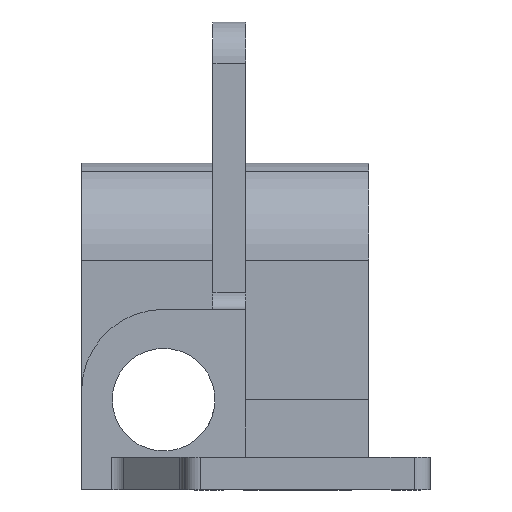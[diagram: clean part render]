
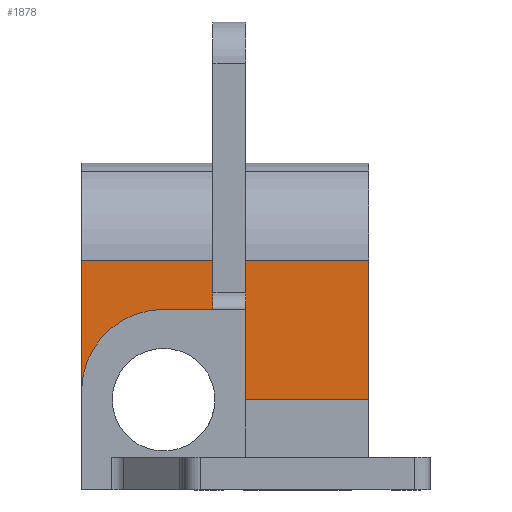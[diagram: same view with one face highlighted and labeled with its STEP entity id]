
A CAD part, left-side view. The second image highlights one B-rep face of the part: STEP entity #1878.
In plain terms, the highlighted planar face has unit normal (-1, 0, 0).
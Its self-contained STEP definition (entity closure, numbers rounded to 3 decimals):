
#37 = VECTOR ( 'NONE', #251, 1000. ) ;
#48 = CARTESIAN_POINT ( 'NONE',  ( 13., 0., 0. ) ) ;
#77 = DIRECTION ( 'NONE',  ( 0., 0., 1. ) ) ;
#84 = CARTESIAN_POINT ( 'NONE',  ( 13., 35., 22. ) ) ;
#106 = EDGE_CURVE ( 'NONE', #618, #3026, #918, .T. ) ;
#130 = CARTESIAN_POINT ( 'NONE',  ( 13., 0., 28. ) ) ;
#242 = EDGE_CURVE ( 'NONE', #3013, #1535, #1815, .T. ) ;
#251 = DIRECTION ( 'NONE',  ( 0., 0., 1. ) ) ;
#266 = CARTESIAN_POINT ( 'NONE',  ( 13., 35., 0. ) ) ;
#422 = CARTESIAN_POINT ( 'NONE',  ( 13., 35., 28. ) ) ;
#511 = DIRECTION ( 'NONE',  ( 0., 0., 1. ) ) ;
#515 = CARTESIAN_POINT ( 'NONE',  ( 13., 15., 11. ) ) ;
#524 = VECTOR ( 'NONE', #1757, 1000. ) ;
#528 = DIRECTION ( 'NONE',  ( 0., 0., 1. ) ) ;
#569 = AXIS2_PLACEMENT_3D ( 'NONE', #48, #1276, #528 ) ;
#580 = CARTESIAN_POINT ( 'NONE',  ( 13., 0., 0. ) ) ;
#618 = VERTEX_POINT ( 'NONE', #3051 ) ;
#650 = DIRECTION ( 'NONE',  ( 0., 0., 1. ) ) ;
#689 = CARTESIAN_POINT ( 'NONE',  ( 13., 0., 11. ) ) ;
#766 = PLANE ( 'NONE',  #569 ) ;
#803 = LINE ( 'NONE', #515, #37 ) ;
#846 = EDGE_CURVE ( 'NONE', #1476, #3013, #803, .T. ) ;
#885 = LINE ( 'NONE', #3109, #1227 ) ;
#918 = LINE ( 'NONE', #266, #1483 ) ;
#1022 = CARTESIAN_POINT ( 'NONE',  ( 13., 25., 22. ) ) ;
#1043 = CIRCLE ( 'NONE', #1075, 10. ) ;
#1075 = AXIS2_PLACEMENT_3D ( 'NONE', #3069, #2095, #650 ) ;
#1089 = EDGE_LOOP ( 'NONE', ( #2496, #2601, #2868, #2174, #2606, #2502, #2800 ) ) ;
#1094 = CARTESIAN_POINT ( 'NONE',  ( 13., 15., 22. ) ) ;
#1227 = VECTOR ( 'NONE', #1385, 1000. ) ;
#1250 = LINE ( 'NONE', #1838, #2881 ) ;
#1276 = DIRECTION ( 'NONE',  ( -1., 0., 0. ) ) ;
#1298 = LINE ( 'NONE', #580, #1340 ) ;
#1314 = CARTESIAN_POINT ( 'NONE',  ( 13., 15., 11. ) ) ;
#1340 = VECTOR ( 'NONE', #77, 1000. ) ;
#1385 = DIRECTION ( 'NONE',  ( 0., -1., 0. ) ) ;
#1476 = VERTEX_POINT ( 'NONE', #1314 ) ;
#1483 = VECTOR ( 'NONE', #511, 1000. ) ;
#1535 = VERTEX_POINT ( 'NONE', #1022 ) ;
#1757 = DIRECTION ( 'NONE',  ( 0., 1., 0. ) ) ;
#1815 = LINE ( 'NONE', #84, #524 ) ;
#1824 = DIRECTION ( 'NONE',  ( 0., 1., 0. ) ) ;
#1838 = CARTESIAN_POINT ( 'NONE',  ( 13., 0., 28. ) ) ;
#1878 = ADVANCED_FACE ( 'NONE', ( #3061 ), #766, .T. ) ;
#2095 = DIRECTION ( 'NONE',  ( 1., 0., 0. ) ) ;
#2133 = EDGE_CURVE ( 'NONE', #2139, #3026, #1250, .T. ) ;
#2139 = VERTEX_POINT ( 'NONE', #130 ) ;
#2174 = ORIENTED_EDGE ( 'NONE', *, *, #846, .F. ) ;
#2496 = ORIENTED_EDGE ( 'NONE', *, *, #106, .F. ) ;
#2502 = ORIENTED_EDGE ( 'NONE', *, *, #2966, .T. ) ;
#2521 = EDGE_CURVE ( 'NONE', #618, #1535, #1043, .T. ) ;
#2601 = ORIENTED_EDGE ( 'NONE', *, *, #2521, .T. ) ;
#2606 = ORIENTED_EDGE ( 'NONE', *, *, #3067, .T. ) ;
#2745 = VERTEX_POINT ( 'NONE', #689 ) ;
#2800 = ORIENTED_EDGE ( 'NONE', *, *, #2133, .T. ) ;
#2868 = ORIENTED_EDGE ( 'NONE', *, *, #242, .F. ) ;
#2881 = VECTOR ( 'NONE', #1824, 1000. ) ;
#2966 = EDGE_CURVE ( 'NONE', #2745, #2139, #1298, .T. ) ;
#3013 = VERTEX_POINT ( 'NONE', #1094 ) ;
#3026 = VERTEX_POINT ( 'NONE', #422 ) ;
#3051 = CARTESIAN_POINT ( 'NONE',  ( 13., 35., 12. ) ) ;
#3061 = FACE_OUTER_BOUND ( 'NONE', #1089, .T. ) ;
#3067 = EDGE_CURVE ( 'NONE', #1476, #2745, #885, .T. ) ;
#3069 = CARTESIAN_POINT ( 'NONE',  ( 13., 25., 12. ) ) ;
#3109 = CARTESIAN_POINT ( 'NONE',  ( 13., 40.27, 11. ) ) ;
